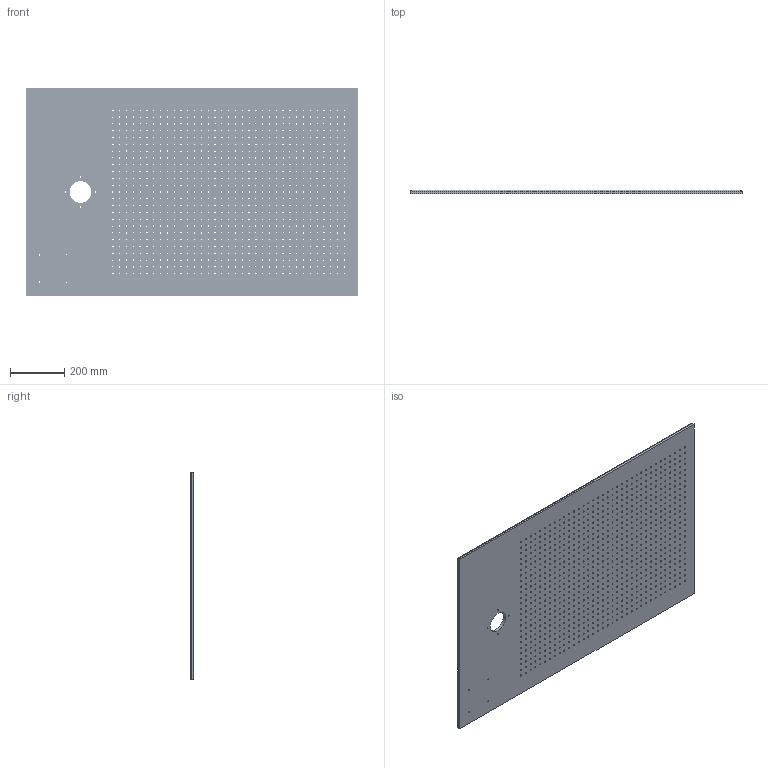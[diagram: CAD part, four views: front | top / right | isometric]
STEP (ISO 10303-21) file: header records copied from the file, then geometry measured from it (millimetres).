
FILE_DESCRIPTION(/* description */ (''),/* implementation_level */ '2;1');
FILE_NAME(/* name */ 'Human Subject Testbed - Mounting Plate.step',/* time_stamp */ '2024-06-05T11:41:19-04:00',/* author */ ('jmarvel'),/* organization */ ('NIST'),/* preprocessor_version */ 'ST-DEVELOPER v18.1',/* originating_system */ 'Autodesk Inventor 2021',/* authorisation */ '');
FILE_SCHEMA (('AUTOMOTIVE_DESIGN { 1 0 10303 214 3 1 1 }'));
Length unit declared in the file: millimetre
Products named in the file (1): Human Subject Testbed - Mounting Plate
Bounding box: 1219.2 x 12.7 x 762 mm (x, y, z)
Volume: 11500699.6 mm3; surface area: 2032697.4 mm2
Topology: 1 solids, 1 shells, 894 faces, 3556 edges, 2664 vertices
Faces by surface type: cylinder 888, plane 6
Full cylindrical faces by diameter (mm): 4.917 x883, 80 x1
Entity records: 43613 total; most frequent: DIRECTION 8002, CARTESIAN_POINT 7115, ORIENTED_EDGE 7112, EDGE_CURVE 3556, AXIS2_PLACEMENT_3D 3551, VERTEX_POINT 2664, EDGE_LOOP 2662, CIRCLE 2652
